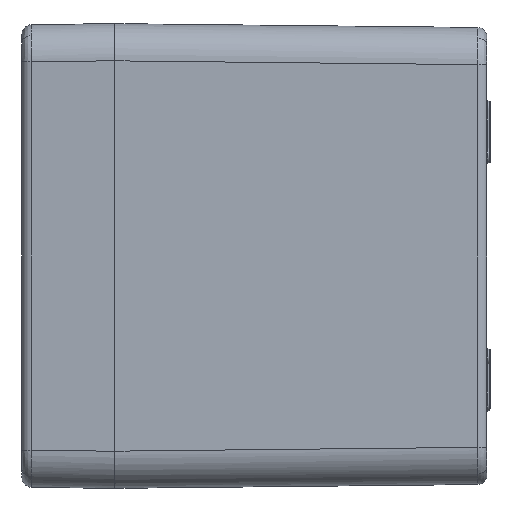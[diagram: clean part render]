
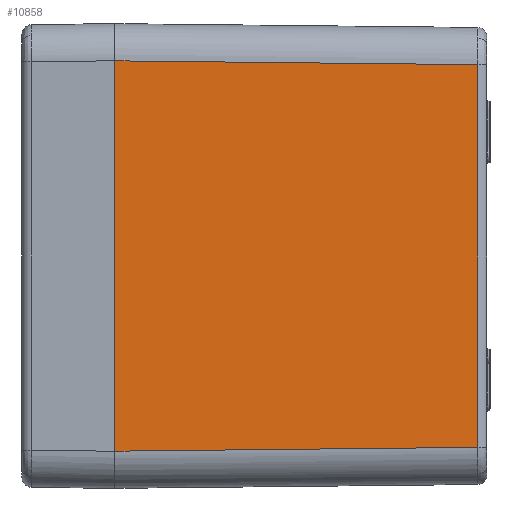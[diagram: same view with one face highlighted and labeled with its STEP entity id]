
A CAD part, left-side view. The second image highlights one B-rep face of the part: STEP entity #10858.
In plain terms, the highlighted planar face has unit normal (-1, -0.011, 0).
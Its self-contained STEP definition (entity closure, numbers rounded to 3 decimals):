
#960=LINE('',#20538,#1508);
#1013=LINE('',#20847,#1561);
#1014=LINE('',#20848,#1562);
#1015=LINE('',#20849,#1563);
#1508=VECTOR('',#15060,1000.);
#1561=VECTOR('',#15217,1000.);
#1562=VECTOR('',#15218,1000.);
#1563=VECTOR('',#15219,1000.);
#1813=PLANE('',#12213);
#2503=FACE_OUTER_BOUND('',#3311,.T.);
#3311=EDGE_LOOP('',(#9120,#9121,#9122,#9123));
#5111=VERTEX_POINT('',#19521);
#5268=VERTEX_POINT('',#20536);
#5269=VERTEX_POINT('',#20537);
#5327=VERTEX_POINT('',#20846);
#6586=EDGE_CURVE('',#5268,#5269,#960,.T.);
#6677=EDGE_CURVE('',#5269,#5327,#1013,.T.);
#6678=EDGE_CURVE('',#5327,#5111,#1014,.T.);
#6679=EDGE_CURVE('',#5111,#5268,#1015,.T.);
#9120=ORIENTED_EDGE('',*,*,#6677,.T.);
#9121=ORIENTED_EDGE('',*,*,#6678,.T.);
#9122=ORIENTED_EDGE('',*,*,#6679,.T.);
#9123=ORIENTED_EDGE('',*,*,#6586,.T.);
#10858=ADVANCED_FACE('',(#2503),#1813,.T.);
#12213=AXIS2_PLACEMENT_3D('',#20845,#15215,#15216);
#15060=DIRECTION('',(0.,0.,-1.));
#15215=DIRECTION('center_axis',(-1.,-0.01,
0.));
#15216=DIRECTION('ref_axis',(0.01,-1.,0.));
#15217=DIRECTION('',(0.01,-1.,0.01));
#15218=DIRECTION('',(0.,0.,1.));
#15219=DIRECTION('',(-0.01,1.,0.01));
#19521=CARTESIAN_POINT('',(-94.369,-58.216,30.87));
#20536=CARTESIAN_POINT('',(-94.982,0.3,31.483));
#20537=CARTESIAN_POINT('',(-94.982,0.3,-31.483));
#20538=CARTESIAN_POINT('',(-94.982,0.3,-37.5));
#20845=CARTESIAN_POINT('Origin',(-95.,2.,-37.5));
#20846=CARTESIAN_POINT('',(-94.369,-58.216,-30.87));
#20847=CARTESIAN_POINT('',(-95.001,2.063,-31.501));
#20848=CARTESIAN_POINT('',(-94.369,-58.216,30.854));
#20849=CARTESIAN_POINT('',(-94.992,1.278,31.493));
